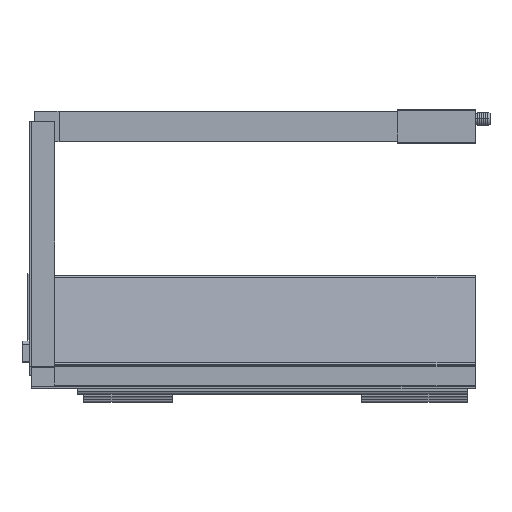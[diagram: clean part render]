
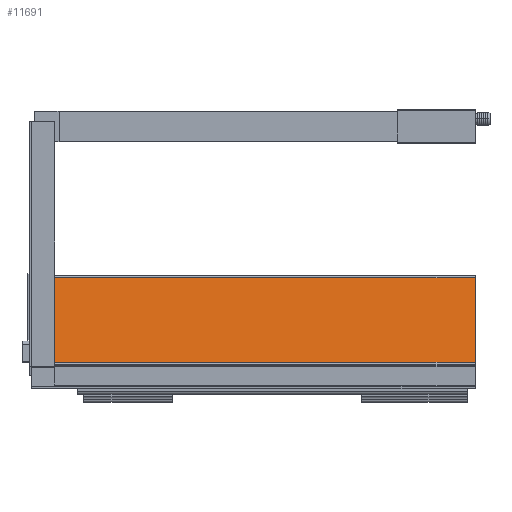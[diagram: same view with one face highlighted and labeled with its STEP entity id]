
A CAD part, top view. The second image highlights one B-rep face of the part: STEP entity #11691.
In plain terms, the highlighted planar face has unit normal (0, 0.139, 0.99).
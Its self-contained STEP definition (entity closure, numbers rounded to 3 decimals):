
#2347 = VERTEX_POINT ( 'NONE', #6638 ) ;
#2744 = VECTOR ( 'NONE', #12001, 1000. ) ;
#2788 = CARTESIAN_POINT ( 'NONE',  ( -323.5, 75.024, 25.028 ) ) ;
#2801 = DIRECTION ( 'NONE',  ( 0., -0.99, 0.139 ) ) ;
#2847 = CARTESIAN_POINT ( 'NONE',  ( -343., 75.024, 25.028 ) ) ;
#3430 = CARTESIAN_POINT ( 'NONE',  ( 0., 10.222, 34.135 ) ) ;
#3768 = LINE ( 'NONE', #2788, #8763 ) ;
#3950 = ORIENTED_EDGE ( 'NONE', *, *, #9139, .F. ) ;
#3990 = EDGE_CURVE ( 'NONE', #11090, #11253, #3768, .T. ) ;
#4346 = CARTESIAN_POINT ( 'NONE',  ( -323.5, 10.222, 34.135 ) ) ;
#4606 = ORIENTED_EDGE ( 'NONE', *, *, #3990, .F. ) ;
#4724 = PLANE ( 'NONE',  #9647 ) ;
#4795 = FACE_OUTER_BOUND ( 'NONE', #5503, .T. ) ;
#5503 = EDGE_LOOP ( 'NONE', ( #4606, #12825, #3950, #11696 ) ) ;
#5583 = VECTOR ( 'NONE', #2801, 1000. ) ;
#6587 = EDGE_CURVE ( 'NONE', #11090, #9031, #10588, .T. ) ;
#6638 = CARTESIAN_POINT ( 'NONE',  ( 0., 75.024, 25.028 ) ) ;
#7670 = CARTESIAN_POINT ( 'NONE',  ( -343., 75.024, 25.028 ) ) ;
#7827 = DIRECTION ( 'NONE',  ( 0., 0.99, -0.139 ) ) ;
#7869 = DIRECTION ( 'NONE',  ( 0., 0.139, 0.99 ) ) ;
#8763 = VECTOR ( 'NONE', #7827, 1000. ) ;
#9027 = LINE ( 'NONE', #2847, #2744 ) ;
#9031 = VERTEX_POINT ( 'NONE', #9700 ) ;
#9139 = EDGE_CURVE ( 'NONE', #2347, #9031, #10817, .T. ) ;
#9575 = EDGE_CURVE ( 'NONE', #11253, #2347, #9027, .T. ) ;
#9647 = AXIS2_PLACEMENT_3D ( 'NONE', #7670, #7869, #12903 ) ;
#9700 = CARTESIAN_POINT ( 'NONE',  ( 0., 10.222, 34.135 ) ) ;
#9738 = DIRECTION ( 'NONE',  ( 1., 0., 0. ) ) ;
#10588 = LINE ( 'NONE', #3430, #11341 ) ;
#10817 = LINE ( 'NONE', #11813, #5583 ) ;
#11090 = VERTEX_POINT ( 'NONE', #4346 ) ;
#11253 = VERTEX_POINT ( 'NONE', #11851 ) ;
#11341 = VECTOR ( 'NONE', #9738, 1000. ) ;
#11691 = ADVANCED_FACE ( 'NONE', ( #4795 ), #4724, .T. ) ;
#11696 = ORIENTED_EDGE ( 'NONE', *, *, #9575, .F. ) ;
#11813 = CARTESIAN_POINT ( 'NONE',  ( 0., 75.024, 25.028 ) ) ;
#11851 = CARTESIAN_POINT ( 'NONE',  ( -323.5, 75.024, 25.028 ) ) ;
#12001 = DIRECTION ( 'NONE',  ( 1., 0., 0. ) ) ;
#12825 = ORIENTED_EDGE ( 'NONE', *, *, #6587, .T. ) ;
#12903 = DIRECTION ( 'NONE',  ( 0., -0.99, 0.139 ) ) ;
